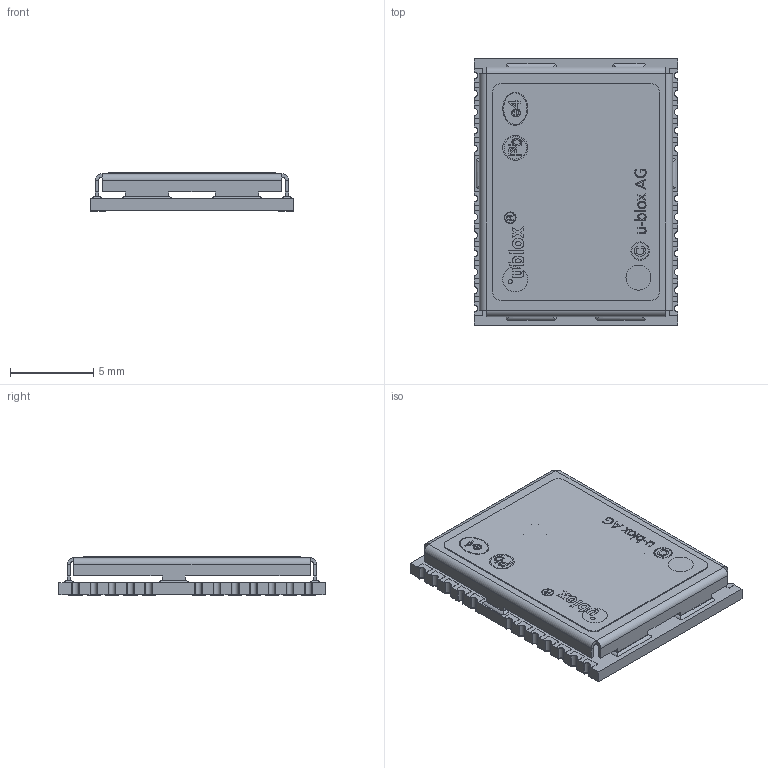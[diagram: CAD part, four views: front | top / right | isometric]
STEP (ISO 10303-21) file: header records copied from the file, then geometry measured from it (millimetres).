
FILE_DESCRIPTION(/* description */ (''),/* implementation_level */ '2;1');
FILE_NAME(/* name */ 'NEO-M8.step',/* time_stamp */ '2018-03-03T14:19:08+11:00',/* author */ (''),/* organization */ (''),/* preprocessor_version */ 'ST-DEVELOPER v16.13',/* originating_system */ 'Autodesk Translation Framework v6.5.0.72',/* authorisation */ '');
FILE_SCHEMA (('AUTOMOTIVE_DESIGN { 1 0 10303 214 3 1 1 }'));
Length unit declared in the file: millimetre
Products named in the file (5): NEO (STEP-AP214)_B; Component4; NEO_PCB; Shield_NEO; u-blox_NEO_label
Assembly tree (4 placements, depth 3):
  NEO (STEP-AP214)_B
    Component4
      NEO_PCB
      Shield_NEO
      u-blox_NEO_label
Bounding box: 12.2 x 16 x 2.33 mm (x, y, z)
Volume: 192.9 mm3; surface area: 1217.3 mm2
Topology: 33 solids, 33 shells, 863 faces, 2269 edges, 1508 vertices
Faces by surface type: plane 588, bspline 156, cylinder 119
Full cylindrical faces by diameter (mm): 0.64 x1, 0.7 x1, 1 x1, 1.1 x1, 1.5 x5
Entity records: 31257 total; most frequent: CARTESIAN_POINT 9749, ORIENTED_EDGE 4538, DIRECTION 3781, EDGE_CURVE 2269, LINE 1677, VECTOR 1677, VERTEX_POINT 1508, AXIS2_PLACEMENT_3D 1052
